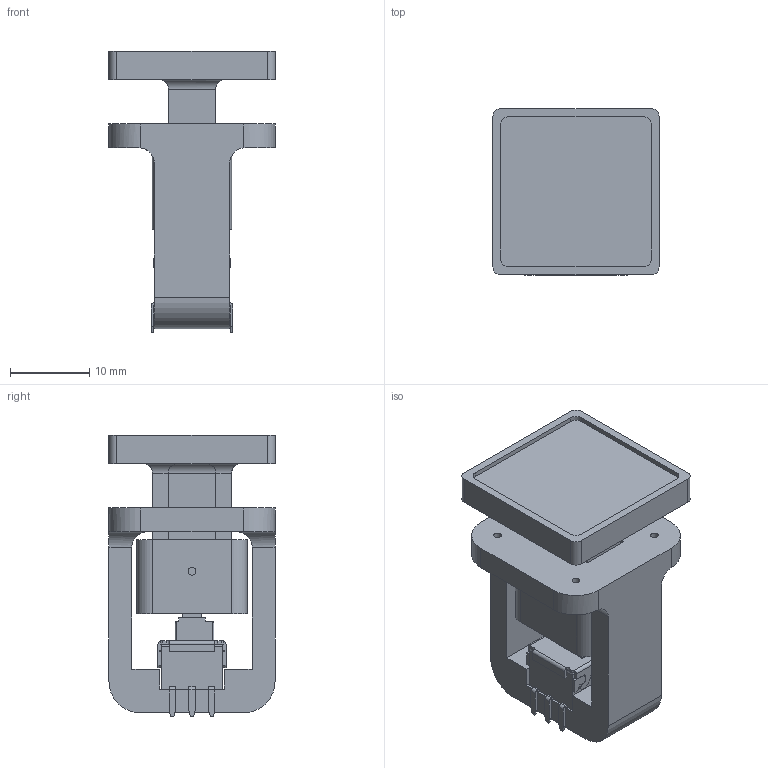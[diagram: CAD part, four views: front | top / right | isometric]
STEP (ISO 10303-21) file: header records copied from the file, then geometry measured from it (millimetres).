
FILE_DESCRIPTION(/* description */ (''),/* implementation_level */ '2;1');
FILE_NAME(/* name */ 'A320_SW_0001_Square_Button_kicad.step',/* time_stamp */ '2021-09-25T22:55:08+02:00',/* author */ (''),/* organization */ (''),/* preprocessor_version */ 'ST-DEVELOPER v18.1',/* originating_system */ 'Autodesk Translation Framework v10.10.0.1391',/* authorisation */ '');
FILE_SCHEMA (('AUTOMOTIVE_DESIGN { 1 0 10303 214 3 1 1 }'));
Length unit declared in the file: millimetre
Products named in the file (11): A320_SW_0001_Square_Button; ESB33133; sw-131-b33vcs1b-sk-r09; sw-131-b33rd4a-sk-r08; sw-131-b33cv2b-sk-r04; sw-131-b33ts1-d-sk-r09; sw-131-b33ts1-d-sk-r09 (1); sw-131-b33ts1-d-sk-r09 (2); sw-131-b33ts1-d-sk-r09 (3); sw-131-b33ts1-d-sk-r09 (4); sw-131-b33ts1-d-sk-r09 (5)
Assembly tree (10 placements, depth 3):
  A320_SW_0001_Square_Button
    ESB33133
      sw-131-b33vcs1b-sk-r09
      sw-131-b33rd4a-sk-r08
      sw-131-b33cv2b-sk-r04
      sw-131-b33ts1-d-sk-r09
      sw-131-b33ts1-d-sk-r09 (1)
      sw-131-b33ts1-d-sk-r09 (2)
      sw-131-b33ts1-d-sk-r09 (3)
      sw-131-b33ts1-d-sk-r09 (4)
      sw-131-b33ts1-d-sk-r09 (5)
Bounding box: 21 x 21 x 35.6 mm (x, y, z)
Volume: 6410.6 mm3; surface area: 6138.5 mm2
Topology: 12 solids, 12 shells, 404 faces, 1081 edges, 708 vertices
Faces by surface type: plane 299, cylinder 103, cone 2
Full cylindrical faces by diameter (mm): 1 x5, 1.5 x1, 2.5 x1
Entity records: 13211 total; most frequent: CARTESIAN_POINT 2282, ORIENTED_EDGE 2162, DIRECTION 2119, EDGE_CURVE 1081, LINE 873, VECTOR 873, VERTEX_POINT 708, AXIS2_PLACEMENT_3D 623
